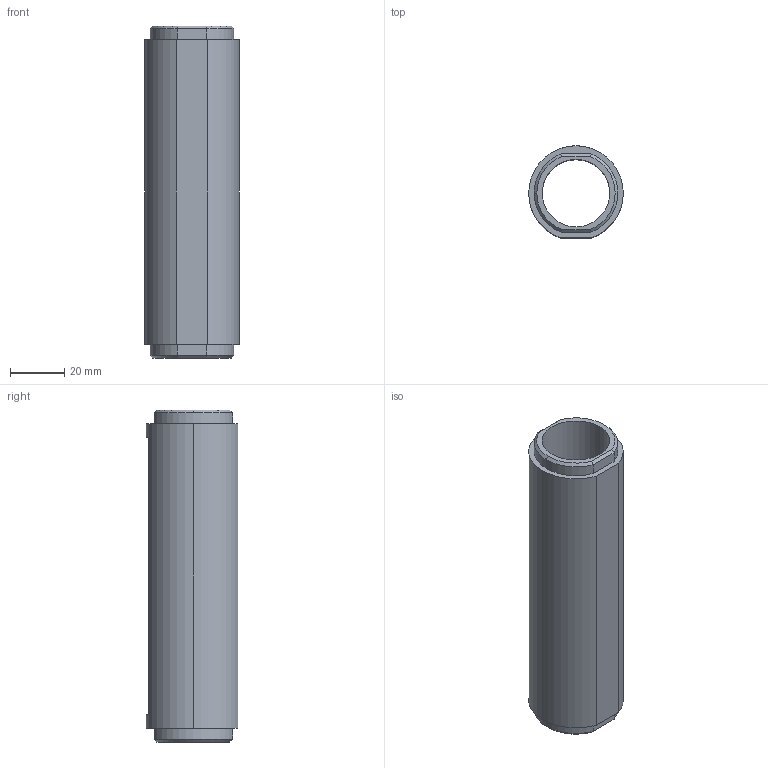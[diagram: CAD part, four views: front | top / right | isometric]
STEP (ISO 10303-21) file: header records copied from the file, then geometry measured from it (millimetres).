
FILE_DESCRIPTION (( 'STEP AP203' ), '1' );
FILE_NAME ('Rim tube 35.STEP', '2022-08-17T23:40:16', ( '' ), ( '' ), 'SwSTEP 2.0', 'SolidWorks 2021', '' );
FILE_SCHEMA (( 'CONFIG_CONTROL_DESIGN' ));
Length unit declared in the file: millimetre
Products named in the file (1): Rim tube 35
Bounding box: 35 x 34 x 122.9 mm (x, y, z)
Volume: 53915.8 mm3; surface area: 23806.4 mm2
Topology: 1 solids, 1 shells, 33 faces, 75 edges, 47 vertices
Faces by surface type: plane 16, cylinder 11, cone 6
Entity records: 1015 total; most frequent: CARTESIAN_POINT 186, DIRECTION 162, ORIENTED_EDGE 150, EDGE_CURVE 75, AXIS2_PLACEMENT_3D 63, VERTEX_POINT 47, EDGE_LOOP 38, VECTOR 36
